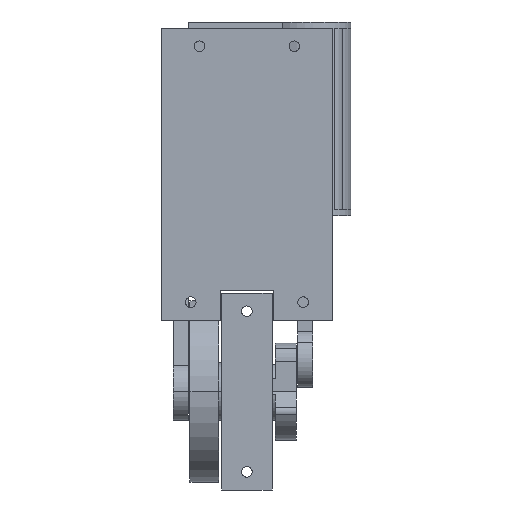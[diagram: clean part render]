
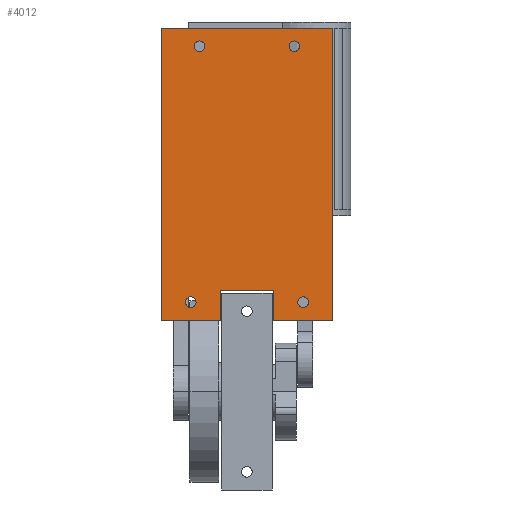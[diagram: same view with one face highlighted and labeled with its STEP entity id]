
A CAD part, front view. The second image highlights one B-rep face of the part: STEP entity #4012.
In plain terms, the highlighted planar face has unit normal (0, -1, 0).
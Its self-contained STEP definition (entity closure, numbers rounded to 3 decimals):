
#114 = CIRCLE ( 'NONE', #14361, 1.75 ) ;
#730 = VECTOR ( 'NONE', #3589, 1000. ) ;
#777 = CIRCLE ( 'NONE', #12782, 1.75 ) ;
#812 = CARTESIAN_POINT ( 'NONE',  ( -3.65, -55., 47.25 ) ) ;
#820 = EDGE_CURVE ( 'NONE', #2317, #6244, #15345, .T. ) ;
#873 = VECTOR ( 'NONE', #4994, 1000. ) ;
#933 = ORIENTED_EDGE ( 'NONE', *, *, #8225, .F. ) ;
#1168 = DIRECTION ( 'NONE',  ( 0., 1., 0. ) ) ;
#1472 = FACE_BOUND ( 'NONE', #2096, .T. ) ;
#1571 = CARTESIAN_POINT ( 'NONE',  ( -11., -55., -31.5 ) ) ;
#1833 = EDGE_CURVE ( 'NONE', #8706, #4456, #777, .T. ) ;
#2096 = EDGE_LOOP ( 'NONE', ( #2910, #2817 ) ) ;
#2144 = ORIENTED_EDGE ( 'NONE', *, *, #14499, .T. ) ;
#2167 = VECTOR ( 'NONE', #8091, 1000. ) ;
#2311 = CARTESIAN_POINT ( 'NONE',  ( -10.5, -55., -31.5 ) ) ;
#2317 = VERTEX_POINT ( 'NONE', #812 ) ;
#2496 = DIRECTION ( 'NONE',  ( 0., 0., -1. ) ) ;
#2524 = CARTESIAN_POINT ( 'NONE',  ( -10.5, -55., -41.5 ) ) ;
#2587 = EDGE_CURVE ( 'NONE', #6244, #2317, #10993, .T. ) ;
#2793 = DIRECTION ( 'NONE',  ( 0., 0., -1. ) ) ;
#2817 = ORIENTED_EDGE ( 'NONE', *, *, #6450, .T. ) ;
#2838 = DIRECTION ( 'NONE',  ( 0., 0., 1. ) ) ;
#2873 = FACE_BOUND ( 'NONE', #5837, .T. ) ;
#2910 = ORIENTED_EDGE ( 'NONE', *, *, #3290, .T. ) ;
#2940 = VECTOR ( 'NONE', #15767, 1000. ) ;
#2978 = CARTESIAN_POINT ( 'NONE',  ( -3.65, -55., 49. ) ) ;
#2999 = CIRCLE ( 'NONE', #17247, 1.75 ) ;
#3013 = CARTESIAN_POINT ( 'NONE',  ( -47.6, -55., 55. ) ) ;
#3024 = CARTESIAN_POINT ( 'NONE',  ( -0.75, -55., -35.5 ) ) ;
#3290 = EDGE_CURVE ( 'NONE', #14737, #8674, #7684, .T. ) ;
#3581 = DIRECTION ( 'NONE',  ( 0., 0., -1. ) ) ;
#3589 = DIRECTION ( 'NONE',  ( 0., 0., 1. ) ) ;
#3881 = DIRECTION ( 'NONE',  ( 0., 1., 0. ) ) ;
#3964 = ORIENTED_EDGE ( 'NONE', *, *, #2587, .T. ) ;
#4012 = ADVANCED_FACE ( 'NONE', ( #1472, #6634, #2873, #6553, #11880 ), #5237, .T. ) ;
#4105 = DIRECTION ( 'NONE',  ( -1., 0., 0. ) ) ;
#4401 = ORIENTED_EDGE ( 'NONE', *, *, #7875, .F. ) ;
#4456 = VERTEX_POINT ( 'NONE', #5547 ) ;
#4460 = VERTEX_POINT ( 'NONE', #10883 ) ;
#4611 = CARTESIAN_POINT ( 'NONE',  ( -47.6, -55., -41.5 ) ) ;
#4994 = DIRECTION ( 'NONE',  ( 1., 0., 0. ) ) ;
#5109 = DIRECTION ( 'NONE',  ( 0., 0., -1. ) ) ;
#5237 = PLANE ( 'NONE',  #15295 ) ;
#5254 = EDGE_CURVE ( 'NONE', #5730, #11135, #5291, .T. ) ;
#5291 = LINE ( 'NONE', #15401, #873 ) ;
#5424 = LINE ( 'NONE', #7726, #2940 ) ;
#5494 = LINE ( 'NONE', #16248, #8980 ) ;
#5547 = CARTESIAN_POINT ( 'NONE',  ( -0.75, -55., -37.25 ) ) ;
#5630 = ORIENTED_EDGE ( 'NONE', *, *, #1833, .T. ) ;
#5730 = VERTEX_POINT ( 'NONE', #3013 ) ;
#5764 = ORIENTED_EDGE ( 'NONE', *, *, #10049, .F. ) ;
#5837 = EDGE_LOOP ( 'NONE', ( #7904, #6733 ) ) ;
#5839 = VERTEX_POINT ( 'NONE', #2311 ) ;
#5966 = VERTEX_POINT ( 'NONE', #16361 ) ;
#5968 = VECTOR ( 'NONE', #9606, 1000. ) ;
#6108 = DIRECTION ( 'NONE',  ( 0., 0., -1. ) ) ;
#6244 = VERTEX_POINT ( 'NONE', #14691 ) ;
#6290 = DIRECTION ( 'NONE',  ( 0., 1., 0. ) ) ;
#6428 = CARTESIAN_POINT ( 'NONE',  ( -37.85, -55., -35.5 ) ) ;
#6450 = EDGE_CURVE ( 'NONE', #8674, #14737, #11230, .T. ) ;
#6553 = FACE_BOUND ( 'NONE', #12329, .T. ) ;
#6634 = FACE_BOUND ( 'NONE', #7531, .T. ) ;
#6733 = ORIENTED_EDGE ( 'NONE', *, *, #12432, .T. ) ;
#6888 = CARTESIAN_POINT ( 'NONE',  ( -37.85, -55., -35.5 ) ) ;
#7085 = CARTESIAN_POINT ( 'NONE',  ( -37.85, -55., -37.25 ) ) ;
#7150 = CARTESIAN_POINT ( 'NONE',  ( -47.6, -55., -41.5 ) ) ;
#7400 = EDGE_CURVE ( 'NONE', #4460, #13470, #12393, .T. ) ;
#7531 = EDGE_LOOP ( 'NONE', ( #3964, #11870 ) ) ;
#7684 = CIRCLE ( 'NONE', #10992, 1.75 ) ;
#7703 = CARTESIAN_POINT ( 'NONE',  ( -37.85, -55., -33.75 ) ) ;
#7726 = CARTESIAN_POINT ( 'NONE',  ( 9., -55., -41.5 ) ) ;
#7808 = DIRECTION ( 'NONE',  ( 0., 1., 0. ) ) ;
#7873 = VECTOR ( 'NONE', #4105, 1000. ) ;
#7875 = EDGE_CURVE ( 'NONE', #12498, #5839, #10538, .T. ) ;
#7887 = DIRECTION ( 'NONE',  ( 0., 0., -1. ) ) ;
#7902 = AXIS2_PLACEMENT_3D ( 'NONE', #6888, #6290, #6108 ) ;
#7904 = ORIENTED_EDGE ( 'NONE', *, *, #9105, .T. ) ;
#7907 = CARTESIAN_POINT ( 'NONE',  ( -0.75, -55., -35.5 ) ) ;
#8088 = CARTESIAN_POINT ( 'NONE',  ( -34.95, -55., 49. ) ) ;
#8091 = DIRECTION ( 'NONE',  ( 0., 0., 1. ) ) ;
#8123 = ORIENTED_EDGE ( 'NONE', *, *, #10091, .F. ) ;
#8169 = DIRECTION ( 'NONE',  ( 0., 0., -1. ) ) ;
#8225 = EDGE_CURVE ( 'NONE', #13470, #5730, #13560, .T. ) ;
#8570 = LINE ( 'NONE', #13909, #730 ) ;
#8674 = VERTEX_POINT ( 'NONE', #7085 ) ;
#8706 = VERTEX_POINT ( 'NONE', #14795 ) ;
#8980 = VECTOR ( 'NONE', #13543, 1000. ) ;
#9088 = EDGE_LOOP ( 'NONE', ( #5764, #4401, #14205, #8123, #17193, #933, #13965, #2144 ) ) ;
#9105 = EDGE_CURVE ( 'NONE', #5966, #16779, #14024, .T. ) ;
#9173 = VERTEX_POINT ( 'NONE', #12528 ) ;
#9223 = DIRECTION ( 'NONE',  ( 0., 0., -1. ) ) ;
#9434 = DIRECTION ( 'NONE',  ( 0., -1., 0. ) ) ;
#9606 = DIRECTION ( 'NONE',  ( -1., 0., 0. ) ) ;
#9697 = DIRECTION ( 'NONE',  ( 0., 0., -1. ) ) ;
#9717 = VERTEX_POINT ( 'NONE', #12418 ) ;
#10031 = AXIS2_PLACEMENT_3D ( 'NONE', #10503, #7808, #7887 ) ;
#10049 = EDGE_CURVE ( 'NONE', #5839, #9173, #16173, .T. ) ;
#10091 = EDGE_CURVE ( 'NONE', #11135, #9717, #5494, .T. ) ;
#10130 = CARTESIAN_POINT ( 'NONE',  ( -34.95, -55., 49. ) ) ;
#10250 = VECTOR ( 'NONE', #2838, 1000. ) ;
#10503 = CARTESIAN_POINT ( 'NONE',  ( -3.65, -55., 49. ) ) ;
#10538 = LINE ( 'NONE', #10619, #2167 ) ;
#10619 = CARTESIAN_POINT ( 'NONE',  ( -10.5, -55., -41.5 ) ) ;
#10801 = DIRECTION ( 'NONE',  ( 0., 1., 0. ) ) ;
#10883 = CARTESIAN_POINT ( 'NONE',  ( -28.1, -55., -41.5 ) ) ;
#10992 = AXIS2_PLACEMENT_3D ( 'NONE', #6428, #3881, #9223 ) ;
#10993 = CIRCLE ( 'NONE', #16049, 1.75 ) ;
#11135 = VERTEX_POINT ( 'NONE', #11980 ) ;
#11230 = CIRCLE ( 'NONE', #7902, 1.75 ) ;
#11870 = ORIENTED_EDGE ( 'NONE', *, *, #820, .T. ) ;
#11880 = FACE_OUTER_BOUND ( 'NONE', #9088, .T. ) ;
#11980 = CARTESIAN_POINT ( 'NONE',  ( 9., -55., 55. ) ) ;
#12109 = CARTESIAN_POINT ( 'NONE',  ( -34.95, -55., 47.25 ) ) ;
#12329 = EDGE_LOOP ( 'NONE', ( #5630, #15445 ) ) ;
#12393 = LINE ( 'NONE', #7150, #5968 ) ;
#12418 = CARTESIAN_POINT ( 'NONE',  ( 9., -55., -41.5 ) ) ;
#12432 = EDGE_CURVE ( 'NONE', #16779, #5966, #114, .T. ) ;
#12492 = DIRECTION ( 'NONE',  ( 0., 1., 0. ) ) ;
#12498 = VERTEX_POINT ( 'NONE', #2524 ) ;
#12528 = CARTESIAN_POINT ( 'NONE',  ( -28.1, -55., -31.5 ) ) ;
#12782 = AXIS2_PLACEMENT_3D ( 'NONE', #3024, #10801, #8169 ) ;
#13449 = AXIS2_PLACEMENT_3D ( 'NONE', #8088, #15883, #5109 ) ;
#13470 = VERTEX_POINT ( 'NONE', #4611 ) ;
#13543 = DIRECTION ( 'NONE',  ( 0., 0., -1. ) ) ;
#13560 = LINE ( 'NONE', #16135, #10250 ) ;
#13909 = CARTESIAN_POINT ( 'NONE',  ( -28.1, -55., -41.5 ) ) ;
#13965 = ORIENTED_EDGE ( 'NONE', *, *, #7400, .F. ) ;
#14024 = CIRCLE ( 'NONE', #13449, 1.75 ) ;
#14115 = EDGE_CURVE ( 'NONE', #9717, #12498, #5424, .T. ) ;
#14205 = ORIENTED_EDGE ( 'NONE', *, *, #14115, .F. ) ;
#14361 = AXIS2_PLACEMENT_3D ( 'NONE', #10130, #16976, #3581 ) ;
#14499 = EDGE_CURVE ( 'NONE', #4460, #9173, #8570, .T. ) ;
#14691 = CARTESIAN_POINT ( 'NONE',  ( -3.65, -55., 50.75 ) ) ;
#14737 = VERTEX_POINT ( 'NONE', #7703 ) ;
#14795 = CARTESIAN_POINT ( 'NONE',  ( -0.75, -55., -33.75 ) ) ;
#15295 = AXIS2_PLACEMENT_3D ( 'NONE', #16167, #9434, #2793 ) ;
#15345 = CIRCLE ( 'NONE', #10031, 1.75 ) ;
#15401 = CARTESIAN_POINT ( 'NONE',  ( -11., -55., 55. ) ) ;
#15445 = ORIENTED_EDGE ( 'NONE', *, *, #15533, .T. ) ;
#15533 = EDGE_CURVE ( 'NONE', #4456, #8706, #2999, .T. ) ;
#15767 = DIRECTION ( 'NONE',  ( -1., 0., 0. ) ) ;
#15883 = DIRECTION ( 'NONE',  ( 0., 1., 0. ) ) ;
#16049 = AXIS2_PLACEMENT_3D ( 'NONE', #2978, #12492, #9697 ) ;
#16135 = CARTESIAN_POINT ( 'NONE',  ( -47.6, -55., -31.5 ) ) ;
#16167 = CARTESIAN_POINT ( 'NONE',  ( -11., -55., -101.981 ) ) ;
#16173 = LINE ( 'NONE', #1571, #7873 ) ;
#16248 = CARTESIAN_POINT ( 'NONE',  ( 9., -55., 55. ) ) ;
#16361 = CARTESIAN_POINT ( 'NONE',  ( -34.95, -55., 50.75 ) ) ;
#16779 = VERTEX_POINT ( 'NONE', #12109 ) ;
#16976 = DIRECTION ( 'NONE',  ( 0., 1., 0. ) ) ;
#17193 = ORIENTED_EDGE ( 'NONE', *, *, #5254, .F. ) ;
#17247 = AXIS2_PLACEMENT_3D ( 'NONE', #7907, #1168, #2496 ) ;
